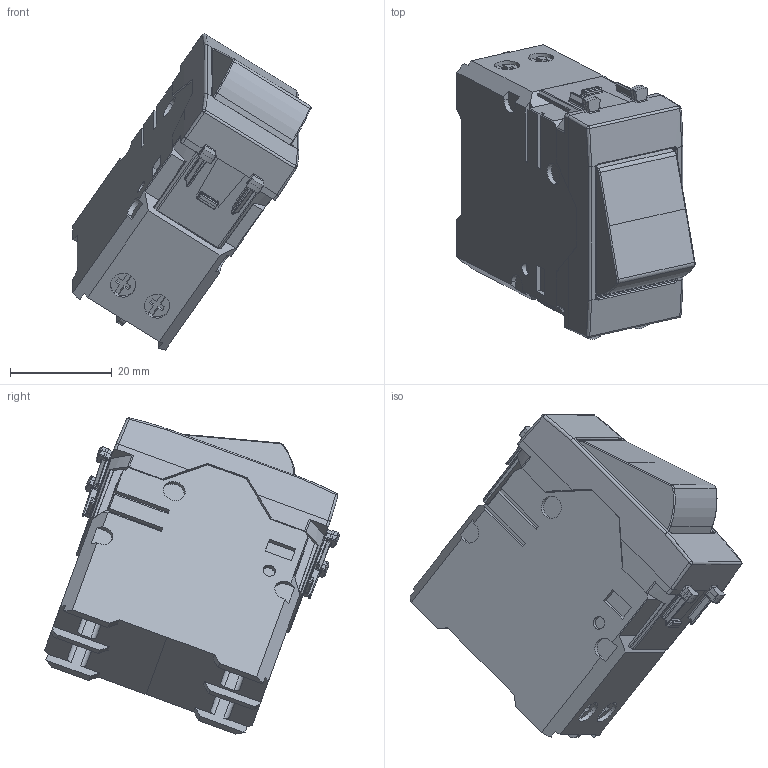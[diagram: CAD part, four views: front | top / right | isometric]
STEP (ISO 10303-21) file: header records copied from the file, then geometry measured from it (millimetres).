
FILE_DESCRIPTION(('CATIA V5 STEP Exchange'),'2;1');
FILE_NAME('441052x6.stp','2024-02-15T12:45:11+00:00',('none'),('none'),'CATIA Version 5-6 Release 2016 SP6','CATIA V5 STEP AP203','none');
FILE_SCHEMA(('CONFIG_CONTROL_DESIGN'));
Length unit declared in the file: millimetre
Products named in the file (1): 441052x
Assembly tree (3 placements, depth 2):
  441052x
    #57
    #7510
    #13483
Bounding box: 46.9 x 58.07 x 62.26 mm (x, y, z)
Volume: 39123.7 mm3; surface area: 16241.5 mm2
Topology: 3 solids, 3 shells, 1070 faces, 2982 edges, 1860 vertices
Faces by surface type: plane 525, cylinder 309, bspline 124, sphere 44, torus 32, cone 28, extrusion 8
Entity records: 42205 total; most frequent: CARTESIAN_POINT 18376, ORIENTED_EDGE 5844, DIRECTION 3408, EDGE_CURVE 2922, VERTEX_POINT 1860, VECTOR 1688, LINE 1680, AXIS2_PLACEMENT_3D 1105
